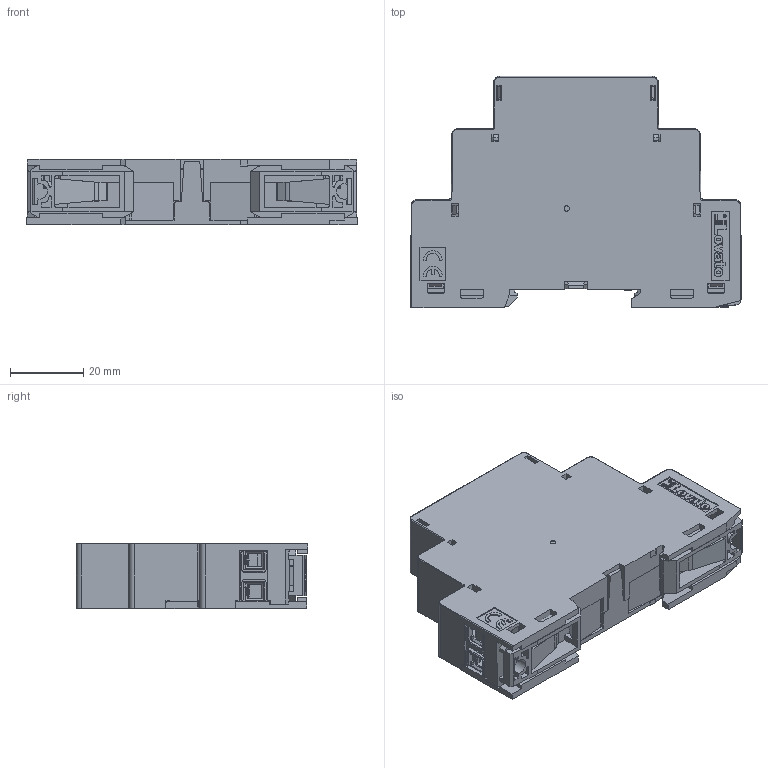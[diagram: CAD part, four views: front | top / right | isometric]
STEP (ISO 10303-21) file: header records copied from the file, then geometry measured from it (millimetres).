
FILE_DESCRIPTION(/* description */ (''),/* implementation_level */ '2;1');
FILE_NAME(/* name */ '3D_TMAST-RTC.stp',/* time_stamp */ '2025-07-11T16:25:49+02:00',/* author */ (''),/* organization */ (''),/* preprocessor_version */ 'ST-DEVELOPER v20',/* originating_system */ 'SIEMENS PLM Software NX2406.9101',/* authorisation */ '');
FILE_SCHEMA (('AP203_CONFIGURATION_CONTROLLED_3D_DESIGN_OF_MECHANICAL_PARTS_AND_ASSEMBLIES_MIM_LF { 1 0 10303 403 2 1 2}'));
Length unit declared in the file: millimetre
Products named in the file (1): 3D_TMAST-RTC_objects
Bounding box: 90 x 62.99 x 17.9 mm (x, y, z)
Surface area: 27392.2 mm2 (no closed solid volume)
Topology: 0 solids, 66 shells, 901 faces, 3445 edges, 2515 vertices
Faces by surface type: plane 721, cylinder 119, torus 42, cone 9, bspline 8, sphere 2
Full cylindrical faces by diameter (mm): 0.85 x1, 5.1 x8
Entity records: 36097 total; most frequent: CARTESIAN_POINT 7609, DIRECTION 5583, ORIENTED_EDGE 5314, EDGE_CURVE 3393, LINE 2869, VECTOR 2869, VERTEX_POINT 2494, AXIS2_PLACEMENT_3D 1357
